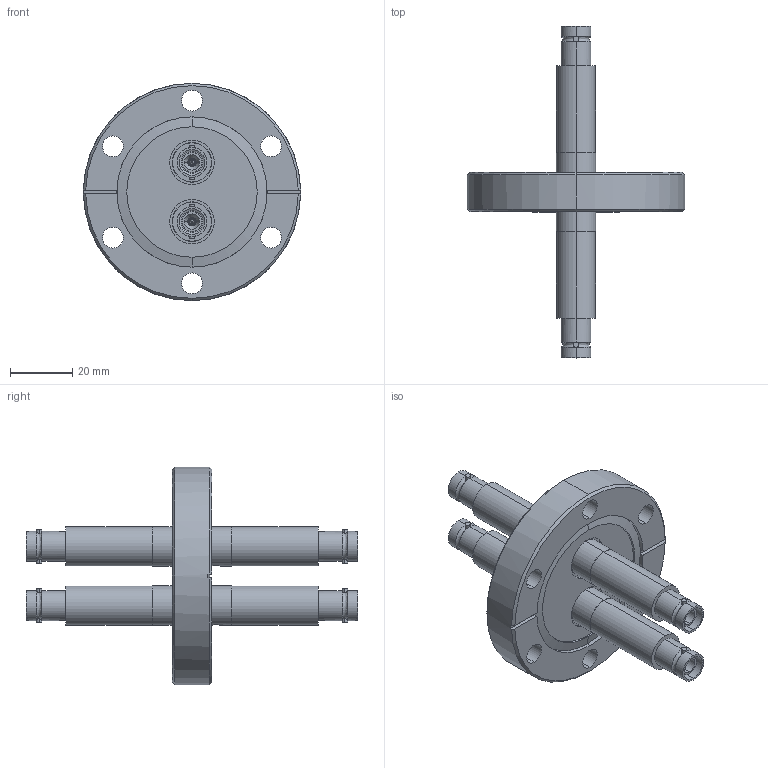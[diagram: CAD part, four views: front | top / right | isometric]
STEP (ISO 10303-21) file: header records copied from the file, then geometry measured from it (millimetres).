
FILE_DESCRIPTION (( 'STEP AP203' ), '1' );
FILE_NAME ('A0473-8-CF.STEP', '2013-08-29T11:36:42', ( '' ), ( '' ), 'SwSTEP 2.0', 'SolidWorks 2012', '' );
FILE_SCHEMA (( 'CONFIG_CONTROL_DESIGN' ));
Length unit declared in the file: inch
Products named in the file (1): A0473-8-CF
Bounding box: 69.85 x 106.68 x 69.85 mm (x, y, z)
Volume: 53784.3 mm3; surface area: 32612.3 mm2
Topology: 1 solids, 5 shells, 475 faces, 1106 edges, 691 vertices
Faces by surface type: cylinder 244, cone 111, plane 88, bspline 32
Entity records: 14546 total; most frequent: CARTESIAN_POINT 3397, DIRECTION 2513, ORIENTED_EDGE 2196, EDGE_CURVE 1098, AXIS2_PLACEMENT_3D 1067, VERTEX_POINT 691, CIRCLE 623, EDGE_LOOP 553
